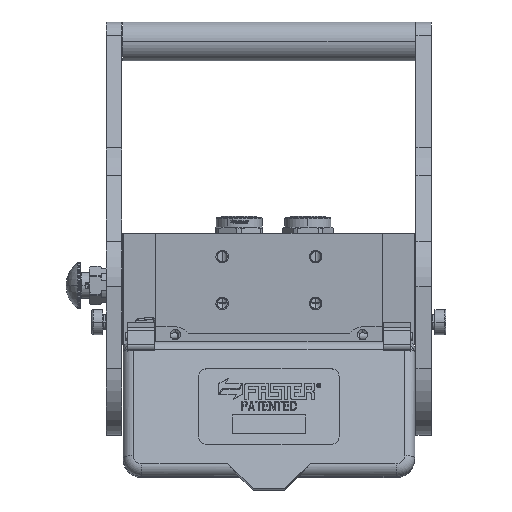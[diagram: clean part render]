
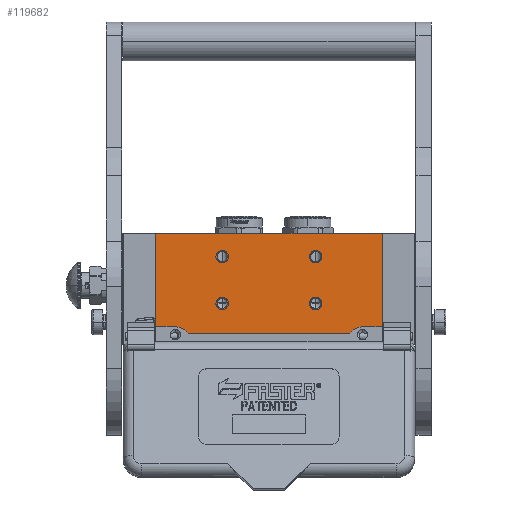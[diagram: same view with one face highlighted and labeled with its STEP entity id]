
A CAD part, left-side view. The second image highlights one B-rep face of the part: STEP entity #119682.
In plain terms, the highlighted face is planar.
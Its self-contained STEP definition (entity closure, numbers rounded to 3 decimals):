
#308 = DIRECTION ( 'NONE',  ( 0., -1., 0. ) ) ;
#784 = VERTEX_POINT ( 'NONE', #18715 ) ;
#1149 = DIRECTION ( 'NONE',  ( -1., 0., 0. ) ) ;
#1930 = FACE_OUTER_BOUND ( 'NONE', #5764, .T. ) ;
#2316 = CIRCLE ( 'NONE', #63948, 3.3 ) ;
#4272 = VERTEX_POINT ( 'NONE', #19564 ) ;
#4376 = VECTOR ( 'NONE', #120181, 1000. ) ;
#4813 = FACE_BOUND ( 'NONE', #107089, .T. ) ;
#5419 = CARTESIAN_POINT ( 'NONE',  ( 124., 45., -108. ) ) ;
#5764 = EDGE_LOOP ( 'NONE', ( #66973, #61332, #50473, #87198, #24553, #32046, #26680, #97190 ) ) ;
#5984 = EDGE_CURVE ( 'NONE', #54410, #72611, #2316, .T. ) ;
#7395 = ORIENTED_EDGE ( 'NONE', *, *, #53329, .F. ) ;
#8881 = CARTESIAN_POINT ( 'NONE',  ( 166.7, 0., -108. ) ) ;
#9604 = CARTESIAN_POINT ( 'NONE',  ( 166.7, 60., -108. ) ) ;
#9744 = CARTESIAN_POINT ( 'NONE',  ( 42.146, 64.2, -108. ) ) ;
#9934 = ORIENTED_EDGE ( 'NONE', *, *, #43868, .F. ) ;
#10658 = CIRCLE ( 'NONE', #83702, 3.3 ) ;
#14563 = ORIENTED_EDGE ( 'NONE', *, *, #77551, .F. ) ;
#16224 = DIRECTION ( 'NONE',  ( 0., 0., -1. ) ) ;
#17867 = VECTOR ( 'NONE', #23144, 1000. ) ;
#18715 = CARTESIAN_POINT ( 'NONE',  ( 145.854, 64.2, -108. ) ) ;
#18874 = CARTESIAN_POINT ( 'NONE',  ( 64., 45., -108. ) ) ;
#19015 = CARTESIAN_POINT ( 'NONE',  ( 21.3, 0., -108. ) ) ;
#19111 = CARTESIAN_POINT ( 'NONE',  ( 124., 15., -108. ) ) ;
#19564 = CARTESIAN_POINT ( 'NONE',  ( 64., 48.3, -108. ) ) ;
#20148 = CIRCLE ( 'NONE', #73331, 3.3 ) ;
#20913 = LINE ( 'NONE', #124664, #52475 ) ;
#23144 = DIRECTION ( 'NONE',  ( 0., 1., 0. ) ) ;
#24553 = ORIENTED_EDGE ( 'NONE', *, *, #88977, .F. ) ;
#26680 = ORIENTED_EDGE ( 'NONE', *, *, #27416, .F. ) ;
#27293 = VERTEX_POINT ( 'NONE', #34887 ) ;
#27359 = CARTESIAN_POINT ( 'NONE',  ( 124., 15., -108. ) ) ;
#27416 = EDGE_CURVE ( 'NONE', #51183, #784, #81701, .T. ) ;
#28728 = DIRECTION ( 'NONE',  ( -1., 0., 0. ) ) ;
#32046 = ORIENTED_EDGE ( 'NONE', *, *, #87581, .F. ) ;
#32438 = EDGE_CURVE ( 'NONE', #32773, #85273, #72878, .T. ) ;
#32489 = EDGE_LOOP ( 'NONE', ( #41548, #113823 ) ) ;
#32652 = CARTESIAN_POINT ( 'NONE',  ( 64., 18.3, -108. ) ) ;
#32773 = VERTEX_POINT ( 'NONE', #84840 ) ;
#32775 = DIRECTION ( 'NONE',  ( 0., -1., 0. ) ) ;
#32964 = EDGE_CURVE ( 'NONE', #121711, #87549, #20148, .T. ) ;
#33341 = PLANE ( 'NONE',  #43455 ) ;
#34887 = CARTESIAN_POINT ( 'NONE',  ( 166.7, 60., -108. ) ) ;
#35282 = AXIS2_PLACEMENT_3D ( 'NONE', #18874, #77341, #66848 ) ;
#35379 = CARTESIAN_POINT ( 'NONE',  ( 21.3, 0., -108. ) ) ;
#35494 = DIRECTION ( 'NONE',  ( 0., 1., 0. ) ) ;
#35730 = DIRECTION ( 'NONE',  ( 0., 0., -1. ) ) ;
#36149 = VECTOR ( 'NONE', #28728, 1000. ) ;
#37402 = DIRECTION ( 'NONE',  ( 0., -1., 0. ) ) ;
#37601 = CARTESIAN_POINT ( 'NONE',  ( 124., 18.3, -108. ) ) ;
#38624 = DIRECTION ( 'NONE',  ( 0.815, -0.58, 0. ) ) ;
#39203 = LINE ( 'NONE', #86370, #36149 ) ;
#39587 = CARTESIAN_POINT ( 'NONE',  ( 124., 11.7, -108. ) ) ;
#41548 = ORIENTED_EDGE ( 'NONE', *, *, #5984, .F. ) ;
#42613 = CARTESIAN_POINT ( 'NONE',  ( 166.7, 0., -108. ) ) ;
#43429 = LINE ( 'NONE', #89244, #17867 ) ;
#43455 = AXIS2_PLACEMENT_3D ( 'NONE', #42613, #61123, #99870 ) ;
#43868 = EDGE_CURVE ( 'NONE', #4272, #52795, #10658, .T. ) ;
#44476 = AXIS2_PLACEMENT_3D ( 'NONE', #84076, #35730, #37402 ) ;
#44730 = EDGE_CURVE ( 'NONE', #62417, #50215, #20913, .T. ) ;
#44891 = EDGE_CURVE ( 'NONE', #114153, #27293, #43429, .T. ) ;
#45540 = CARTESIAN_POINT ( 'NONE',  ( 64., 41.7, -108. ) ) ;
#45857 = CARTESIAN_POINT ( 'NONE',  ( 64., 11.7, -108. ) ) ;
#46525 = CARTESIAN_POINT ( 'NONE',  ( 124., 45., -108. ) ) ;
#46750 = DIRECTION ( 'NONE',  ( 0., 0., -1. ) ) ;
#48953 = EDGE_CURVE ( 'NONE', #114153, #94656, #39203, .T. ) ;
#49931 = CARTESIAN_POINT ( 'NONE',  ( 34., 60., -108. ) ) ;
#50215 = VERTEX_POINT ( 'NONE', #49931 ) ;
#50473 = ORIENTED_EDGE ( 'NONE', *, *, #63268, .T. ) ;
#51183 = VERTEX_POINT ( 'NONE', #93954 ) ;
#52475 = VECTOR ( 'NONE', #84607, 1000. ) ;
#52795 = VERTEX_POINT ( 'NONE', #45540 ) ;
#53030 = FACE_BOUND ( 'NONE', #67845, .T. ) ;
#53046 = ORIENTED_EDGE ( 'NONE', *, *, #85016, .F. ) ;
#53329 = EDGE_CURVE ( 'NONE', #52795, #4272, #89594, .T. ) ;
#54410 = VERTEX_POINT ( 'NONE', #39587 ) ;
#56257 = CIRCLE ( 'NONE', #105991, 3.3 ) ;
#57234 = CARTESIAN_POINT ( 'NONE',  ( 64., 45., -108. ) ) ;
#59581 = CARTESIAN_POINT ( 'NONE',  ( 64., 15., -108. ) ) ;
#59758 = CIRCLE ( 'NONE', #60021, 10. ) ;
#59950 = CARTESIAN_POINT ( 'NONE',  ( 124., 48.3, -108. ) ) ;
#60021 = AXIS2_PLACEMENT_3D ( 'NONE', #95896, #96300, #38624 ) ;
#61123 = DIRECTION ( 'NONE',  ( 0., 0., -1. ) ) ;
#61332 = ORIENTED_EDGE ( 'NONE', *, *, #48953, .T. ) ;
#62417 = VERTEX_POINT ( 'NONE', #112970 ) ;
#63268 = EDGE_CURVE ( 'NONE', #94656, #62417, #82924, .T. ) ;
#63575 = FACE_BOUND ( 'NONE', #32489, .T. ) ;
#63948 = AXIS2_PLACEMENT_3D ( 'NONE', #19111, #123416, #66239 ) ;
#66239 = DIRECTION ( 'NONE',  ( 0., -1., 0. ) ) ;
#66791 = DIRECTION ( 'NONE',  ( 0., 1., 0. ) ) ;
#66848 = DIRECTION ( 'NONE',  ( 0., -1., 0. ) ) ;
#66973 = ORIENTED_EDGE ( 'NONE', *, *, #44891, .F. ) ;
#67386 = DIRECTION ( 'NONE',  ( 0., 0., -1. ) ) ;
#67845 = EDGE_LOOP ( 'NONE', ( #103818, #53046 ) ) ;
#72611 = VERTEX_POINT ( 'NONE', #37601 ) ;
#72878 = CIRCLE ( 'NONE', #98228, 3.3 ) ;
#73331 = AXIS2_PLACEMENT_3D ( 'NONE', #59581, #86986, #308 ) ;
#74000 = CIRCLE ( 'NONE', #112925, 3.3 ) ;
#77341 = DIRECTION ( 'NONE',  ( 0., 0., -1. ) ) ;
#77551 = EDGE_CURVE ( 'NONE', #87549, #121711, #56257, .T. ) ;
#78589 = FACE_BOUND ( 'NONE', #117259, .T. ) ;
#81432 = CARTESIAN_POINT ( 'NONE',  ( 145.854, 64.2, -108. ) ) ;
#81701 = CIRCLE ( 'NONE', #44476, 10. ) ;
#82924 = LINE ( 'NONE', #19015, #104117 ) ;
#83702 = AXIS2_PLACEMENT_3D ( 'NONE', #57234, #46750, #85856 ) ;
#84076 = CARTESIAN_POINT ( 'NONE',  ( 154., 70., -108. ) ) ;
#84607 = DIRECTION ( 'NONE',  ( 1., 0., 0. ) ) ;
#84840 = CARTESIAN_POINT ( 'NONE',  ( 124., 41.7, -108. ) ) ;
#84977 = DIRECTION ( 'NONE',  ( 0., 1., 0. ) ) ;
#85016 = EDGE_CURVE ( 'NONE', #85273, #32773, #74000, .T. ) ;
#85273 = VERTEX_POINT ( 'NONE', #59950 ) ;
#85856 = DIRECTION ( 'NONE',  ( 0., 1., 0. ) ) ;
#86370 = CARTESIAN_POINT ( 'NONE',  ( 166.7, 0., -108. ) ) ;
#86986 = DIRECTION ( 'NONE',  ( 0., 0., -1. ) ) ;
#87198 = ORIENTED_EDGE ( 'NONE', *, *, #44730, .T. ) ;
#87549 = VERTEX_POINT ( 'NONE', #32652 ) ;
#87581 = EDGE_CURVE ( 'NONE', #784, #109665, #100692, .T. ) ;
#88977 = EDGE_CURVE ( 'NONE', #109665, #50215, #59758, .T. ) ;
#89244 = CARTESIAN_POINT ( 'NONE',  ( 166.7, 0., -108. ) ) ;
#89594 = CIRCLE ( 'NONE', #35282, 3.3 ) ;
#91276 = DIRECTION ( 'NONE',  ( 0., 0., -1. ) ) ;
#93954 = CARTESIAN_POINT ( 'NONE',  ( 154., 60., -108. ) ) ;
#94656 = VERTEX_POINT ( 'NONE', #35379 ) ;
#95896 = CARTESIAN_POINT ( 'NONE',  ( 34., 70., -108. ) ) ;
#96300 = DIRECTION ( 'NONE',  ( 0., 0., -1. ) ) ;
#97190 = ORIENTED_EDGE ( 'NONE', *, *, #110646, .F. ) ;
#97785 = VECTOR ( 'NONE', #1149, 1000. ) ;
#98228 = AXIS2_PLACEMENT_3D ( 'NONE', #5419, #91276, #32775 ) ;
#99307 = AXIS2_PLACEMENT_3D ( 'NONE', #27359, #67386, #84977 ) ;
#99870 = DIRECTION ( 'NONE',  ( -1., 0., 0. ) ) ;
#100149 = ORIENTED_EDGE ( 'NONE', *, *, #32964, .F. ) ;
#100692 = LINE ( 'NONE', #81432, #4376 ) ;
#103818 = ORIENTED_EDGE ( 'NONE', *, *, #32438, .F. ) ;
#104117 = VECTOR ( 'NONE', #114510, 1000. ) ;
#105991 = AXIS2_PLACEMENT_3D ( 'NONE', #111248, #16224, #35494 ) ;
#107089 = EDGE_LOOP ( 'NONE', ( #100149, #14563 ) ) ;
#108266 = LINE ( 'NONE', #9604, #97785 ) ;
#109665 = VERTEX_POINT ( 'NONE', #9744 ) ;
#110646 = EDGE_CURVE ( 'NONE', #27293, #51183, #108266, .T. ) ;
#111248 = CARTESIAN_POINT ( 'NONE',  ( 64., 15., -108. ) ) ;
#112601 = EDGE_CURVE ( 'NONE', #72611, #54410, #113964, .T. ) ;
#112925 = AXIS2_PLACEMENT_3D ( 'NONE', #46525, #124413, #66791 ) ;
#112970 = CARTESIAN_POINT ( 'NONE',  ( 21.3, 60., -108. ) ) ;
#113823 = ORIENTED_EDGE ( 'NONE', *, *, #112601, .F. ) ;
#113964 = CIRCLE ( 'NONE', #99307, 3.3 ) ;
#114153 = VERTEX_POINT ( 'NONE', #8881 ) ;
#114510 = DIRECTION ( 'NONE',  ( 0., 1., 0. ) ) ;
#117259 = EDGE_LOOP ( 'NONE', ( #7395, #9934 ) ) ;
#119682 = ADVANCED_FACE ( 'NONE', ( #53030, #63575, #78589, #4813, #1930 ), #33341, .T. ) ;
#120181 = DIRECTION ( 'NONE',  ( -1., 0., 0. ) ) ;
#121711 = VERTEX_POINT ( 'NONE', #45857 ) ;
#123416 = DIRECTION ( 'NONE',  ( 0., 0., -1. ) ) ;
#124413 = DIRECTION ( 'NONE',  ( 0., 0., -1. ) ) ;
#124664 = CARTESIAN_POINT ( 'NONE',  ( 21.3, 60., -108. ) ) ;
